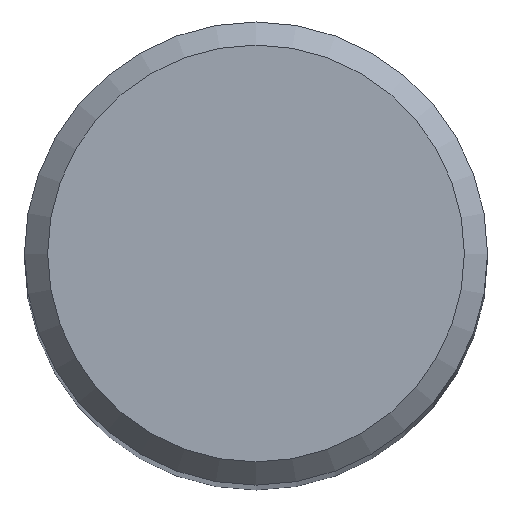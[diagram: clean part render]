
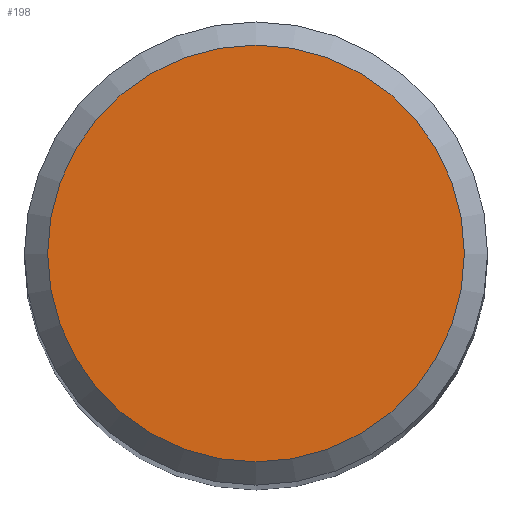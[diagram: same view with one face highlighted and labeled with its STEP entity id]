
A CAD part, top view. The second image highlights one B-rep face of the part: STEP entity #198.
In plain terms, the highlighted planar face has unit normal (0, 0, 1).
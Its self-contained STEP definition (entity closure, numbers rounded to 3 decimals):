
#158 = VERTEX_POINT('', #159);
#159 = CARTESIAN_POINT('', (-2.7, 0., 0.));
#165 = EDGE_CURVE('', #158, #158, #166, .T.);
#166 = CIRCLE('', #167, 2.7);
#167 = AXIS2_PLACEMENT_3D('', #168, #169, #170);
#168 = CARTESIAN_POINT('', (0., 0., 0.));
#169 = DIRECTION('', (0., 0., -1.));
#170 = DIRECTION('', (-1., 0., 0.));
#198 = ADVANCED_FACE('', (#199), #202, .T.);
#199 = FACE_OUTER_BOUND('', #200, .T.);
#200 = EDGE_LOOP('', (#201));
#201 = ORIENTED_EDGE('', *, *, #165, .F.);
#202 = PLANE('', #203);
#203 = AXIS2_PLACEMENT_3D('', #204, #205, #206);
#204 = CARTESIAN_POINT('', (4.2, -4.2, 0.));
#205 = DIRECTION('', (0., 0., 1.));
#206 = DIRECTION('', (0., 1., 0.));
